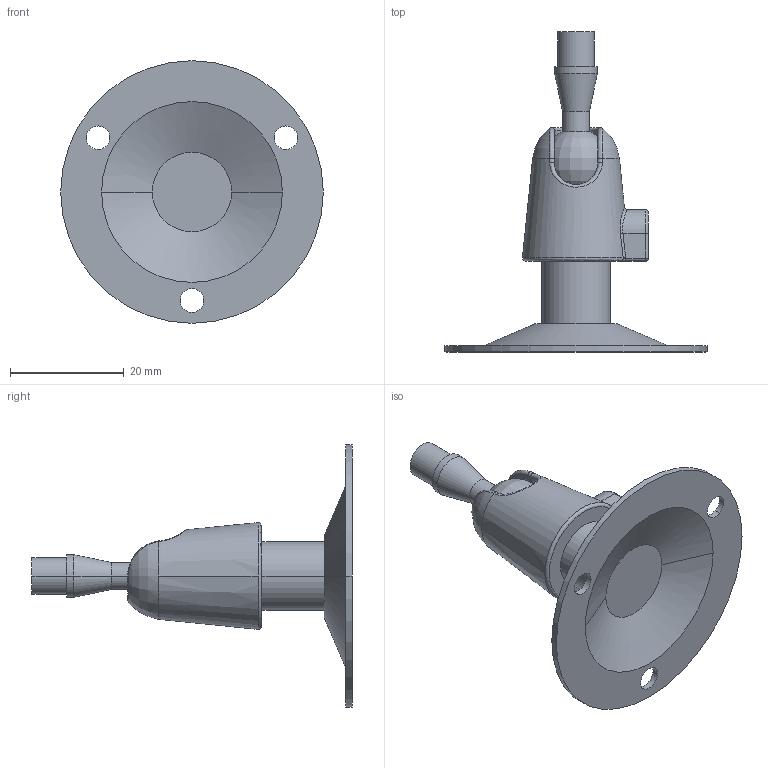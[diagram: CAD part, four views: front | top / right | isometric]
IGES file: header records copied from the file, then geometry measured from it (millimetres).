
Start section:  PTC IGES file: 156625.igs
Global section: file name: 156625.igs; native system: Pro/ENGINEER by Parametric Technology Corporation; preprocessor: 2009141; author: banengservice; organization: Unknown; date: 20110406.114439; units: inch
Bounding box: 46.1 x 56.21 x 46.1 mm (x, y, z)
Volume: 7930.3 mm3; surface area: 7672.5 mm2
Topology: 3 solids, 3 shells, 87 faces, 193 edges, 114 vertices
Faces by surface type: revolution 62, bspline 25
